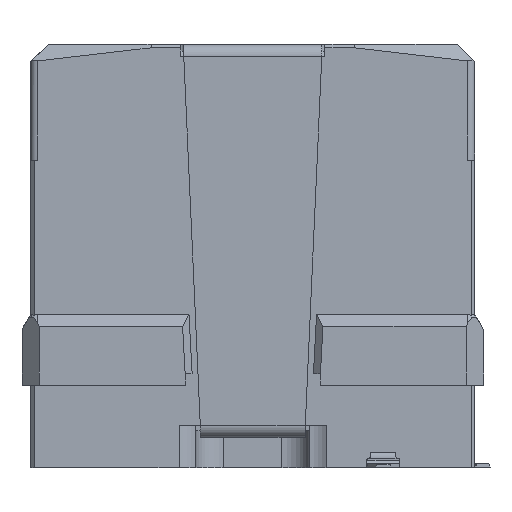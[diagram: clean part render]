
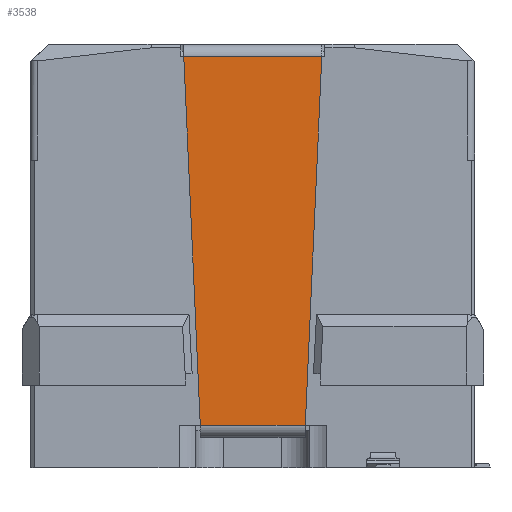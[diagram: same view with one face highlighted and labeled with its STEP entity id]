
A CAD part, left-side view. The second image highlights one B-rep face of the part: STEP entity #3538.
In plain terms, the highlighted planar face has unit normal (-1, 0, 0).
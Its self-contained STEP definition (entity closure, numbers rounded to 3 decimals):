
#706 = DIRECTION ( 'NONE',  ( 0., 0.045, -0.999 ) ) ;
#1070 = LINE ( 'NONE', #15280, #1983 ) ;
#1622 = EDGE_CURVE ( 'NONE', #17123, #24053, #20436, .T. ) ;
#1855 = CARTESIAN_POINT ( 'NONE',  ( -7.75, 1.93, 7.874 ) ) ;
#1946 = DIRECTION ( 'NONE',  ( 0., 1., 0. ) ) ;
#1983 = VECTOR ( 'NONE', #21057, 1000. ) ;
#2032 = LINE ( 'NONE', #16887, #6873 ) ;
#3538 = ADVANCED_FACE ( 'NONE', ( #12957 ), #12729, .F. ) ;
#3854 = VECTOR ( 'NONE', #34769, 1000. ) ;
#4141 = VERTEX_POINT ( 'NONE', #12513 ) ;
#4164 = DIRECTION ( 'NONE',  ( 0., 0.045, -0.999 ) ) ;
#4452 = VECTOR ( 'NONE', #4164, 1000. ) ;
#4518 = LINE ( 'NONE', #26853, #23461 ) ;
#4832 = ORIENTED_EDGE ( 'NONE', *, *, #24446, .F. ) ;
#6019 = ORIENTED_EDGE ( 'NONE', *, *, #13426, .T. ) ;
#6126 = ORIENTED_EDGE ( 'NONE', *, *, #10848, .T. ) ;
#6873 = VECTOR ( 'NONE', #14514, 1000. ) ;
#7245 = VECTOR ( 'NONE', #706, 1000. ) ;
#7594 = CARTESIAN_POINT ( 'NONE',  ( -7.75, 5.704, 11.76 ) ) ;
#8463 = CARTESIAN_POINT ( 'NONE',  ( -7.75, 1.928, 7.917 ) ) ;
#9798 = VERTEX_POINT ( 'NONE', #25936 ) ;
#10848 = EDGE_CURVE ( 'NONE', #4141, #25630, #1070, .T. ) ;
#11338 = ORIENTED_EDGE ( 'NONE', *, *, #17931, .F. ) ;
#11929 = LINE ( 'NONE', #32470, #4452 ) ;
#12513 = CARTESIAN_POINT ( 'NONE',  ( -7.75, 5.53, 7.874 ) ) ;
#12729 = PLANE ( 'NONE',  #19242 ) ;
#12957 = FACE_OUTER_BOUND ( 'NONE', #21049, .T. ) ;
#13426 = EDGE_CURVE ( 'NONE', #22955, #27965, #21261, .T. ) ;
#13618 = CARTESIAN_POINT ( 'NONE',  ( -7.75, 1.756, 11.76 ) ) ;
#13893 = DIRECTION ( 'NONE',  ( 0., -0.045, 0.999 ) ) ;
#14514 = DIRECTION ( 'NONE',  ( 0., 0.045, 0.999 ) ) ;
#14829 = EDGE_CURVE ( 'NONE', #17123, #17070, #11929, .T. ) ;
#15280 = CARTESIAN_POINT ( 'NONE',  ( -7.75, 5.521, 7.67 ) ) ;
#16437 = CARTESIAN_POINT ( 'NONE',  ( -7.75, 0.98, 7.874 ) ) ;
#16442 = VECTOR ( 'NONE', #1946, 1000. ) ;
#16650 = ORIENTED_EDGE ( 'NONE', *, *, #19534, .F. ) ;
#16887 = CARTESIAN_POINT ( 'NONE',  ( -7.75, 5.53, 7.874 ) ) ;
#17070 = VERTEX_POINT ( 'NONE', #28153 ) ;
#17123 = VERTEX_POINT ( 'NONE', #25806 ) ;
#17615 = CARTESIAN_POINT ( 'NONE',  ( -7.75, 1.756, 11.76 ) ) ;
#17931 = EDGE_CURVE ( 'NONE', #4141, #27965, #2032, .T. ) ;
#19027 = DIRECTION ( 'NONE',  ( 0., 0., 1. ) ) ;
#19242 = AXIS2_PLACEMENT_3D ( 'NONE', #16437, #30092, #19027 ) ;
#19275 = LINE ( 'NONE', #23272, #3854 ) ;
#19487 = ORIENTED_EDGE ( 'NONE', *, *, #14829, .F. ) ;
#19534 = EDGE_CURVE ( 'NONE', #22955, #24053, #20895, .T. ) ;
#20436 = LINE ( 'NONE', #8463, #34512 ) ;
#20895 = LINE ( 'NONE', #17615, #7245 ) ;
#21049 = EDGE_LOOP ( 'NONE', ( #6126, #22308, #4832, #19487, #26951, #16650, #6019, #11338 ) ) ;
#21057 = DIRECTION ( 'NONE',  ( 0., -0.045, -0.999 ) ) ;
#21261 = LINE ( 'NONE', #27339, #16442 ) ;
#21300 = DIRECTION ( 'NONE',  ( 0., 0.045, 0.999 ) ) ;
#22308 = ORIENTED_EDGE ( 'NONE', *, *, #32587, .F. ) ;
#22955 = VERTEX_POINT ( 'NONE', #13618 ) ;
#23272 = CARTESIAN_POINT ( 'NONE',  ( -7.75, 0.98, 1.21 ) ) ;
#23461 = VECTOR ( 'NONE', #21300, 1000. ) ;
#24053 = VERTEX_POINT ( 'NONE', #1855 ) ;
#24446 = EDGE_CURVE ( 'NONE', #17070, #9798, #19275, .T. ) ;
#25630 = VERTEX_POINT ( 'NONE', #27979 ) ;
#25806 = CARTESIAN_POINT ( 'NONE',  ( -7.75, 2.057, 5.044 ) ) ;
#25936 = CARTESIAN_POINT ( 'NONE',  ( -7.75, 5.231, 1.21 ) ) ;
#26853 = CARTESIAN_POINT ( 'NONE',  ( -7.75, 5.231, 1.21 ) ) ;
#26951 = ORIENTED_EDGE ( 'NONE', *, *, #1622, .T. ) ;
#27339 = CARTESIAN_POINT ( 'NONE',  ( -7.75, 0.98, 11.76 ) ) ;
#27965 = VERTEX_POINT ( 'NONE', #7594 ) ;
#27979 = CARTESIAN_POINT ( 'NONE',  ( -7.75, 5.403, 5.044 ) ) ;
#28153 = CARTESIAN_POINT ( 'NONE',  ( -7.75, 2.229, 1.21 ) ) ;
#30092 = DIRECTION ( 'NONE',  ( 1., 0., 0. ) ) ;
#32470 = CARTESIAN_POINT ( 'NONE',  ( -7.75, 2.057, 5.044 ) ) ;
#32587 = EDGE_CURVE ( 'NONE', #9798, #25630, #4518, .T. ) ;
#34512 = VECTOR ( 'NONE', #13893, 1000. ) ;
#34769 = DIRECTION ( 'NONE',  ( 0., 1., 0. ) ) ;
